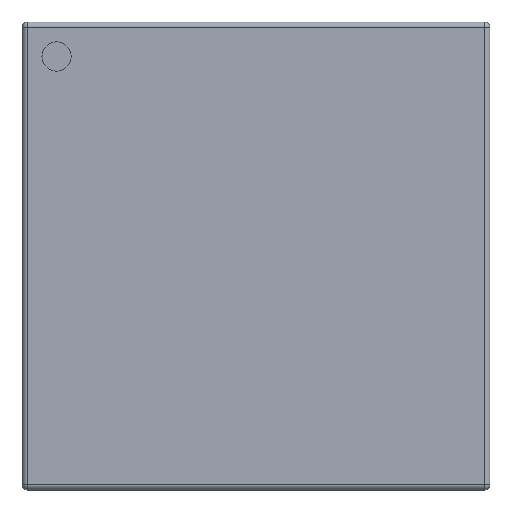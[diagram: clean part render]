
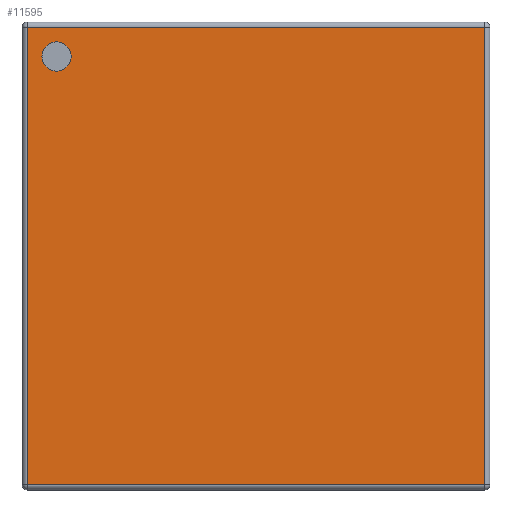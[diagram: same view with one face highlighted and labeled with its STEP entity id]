
A CAD part, top view. The second image highlights one B-rep face of the part: STEP entity #11595.
In plain terms, the highlighted planar face has unit normal (0, 0, 1).
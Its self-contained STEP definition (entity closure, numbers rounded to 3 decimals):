
#78 = FACE_BOUND ( 'NONE', #5358, .T. ) ;
#271 = EDGE_CURVE ( 'NONE', #3621, #8508, #15287, .T. ) ;
#702 = AXIS2_PLACEMENT_3D ( 'NONE', #12731, #4698, #12648 ) ;
#748 = ORIENTED_EDGE ( 'NONE', *, *, #16608, .T. ) ;
#1248 = LINE ( 'NONE', #14881, #14223 ) ;
#1728 = CIRCLE ( 'NONE', #17052, 0.25 ) ;
#2028 = EDGE_CURVE ( 'NONE', #4734, #4355, #1728, .T. ) ;
#2290 = CARTESIAN_POINT ( 'NONE',  ( -3.91, 3.91, 0.9 ) ) ;
#2812 = CARTESIAN_POINT ( 'NONE',  ( -3.91, -3.91, 0.9 ) ) ;
#3011 = VERTEX_POINT ( 'NONE', #14241 ) ;
#3621 = VERTEX_POINT ( 'NONE', #13819 ) ;
#3668 = CARTESIAN_POINT ( 'NONE',  ( -3.66, 3.41, 0.9 ) ) ;
#3723 = DIRECTION ( 'NONE',  ( 1., 0., 0. ) ) ;
#4355 = VERTEX_POINT ( 'NONE', #3668 ) ;
#4698 = DIRECTION ( 'NONE',  ( 0., 0., -1. ) ) ;
#4734 = VERTEX_POINT ( 'NONE', #13473 ) ;
#5068 = DIRECTION ( 'NONE',  ( 0., 0., 1. ) ) ;
#5358 = EDGE_LOOP ( 'NONE', ( #7590, #16019 ) ) ;
#5950 = FACE_OUTER_BOUND ( 'NONE', #14970, .T. ) ;
#6013 = VERTEX_POINT ( 'NONE', #2812 ) ;
#6338 = CARTESIAN_POINT ( 'NONE',  ( 0., -3.91, 0.9 ) ) ;
#6501 = LINE ( 'NONE', #15750, #8869 ) ;
#6865 = DIRECTION ( 'NONE',  ( 1., 0., 0. ) ) ;
#7254 = DIRECTION ( 'NONE',  ( -1., 0., 0. ) ) ;
#7590 = ORIENTED_EDGE ( 'NONE', *, *, #2028, .F. ) ;
#8314 = PLANE ( 'NONE',  #702 ) ;
#8508 = VERTEX_POINT ( 'NONE', #2290 ) ;
#8624 = ORIENTED_EDGE ( 'NONE', *, *, #271, .T. ) ;
#8782 = DIRECTION ( 'NONE',  ( 1., 0., 0. ) ) ;
#8869 = VECTOR ( 'NONE', #9187, 1000. ) ;
#9030 = CARTESIAN_POINT ( 'NONE',  ( -3.41, 3.41, 0.9 ) ) ;
#9040 = ORIENTED_EDGE ( 'NONE', *, *, #10415, .T. ) ;
#9187 = DIRECTION ( 'NONE',  ( 0., -1., 0. ) ) ;
#9430 = EDGE_CURVE ( 'NONE', #4355, #4734, #13223, .T. ) ;
#9521 = LINE ( 'NONE', #6338, #9870 ) ;
#9870 = VECTOR ( 'NONE', #3723, 1000. ) ;
#10253 = VECTOR ( 'NONE', #7254, 1000. ) ;
#10415 = EDGE_CURVE ( 'NONE', #6013, #3011, #9521, .T. ) ;
#11509 = EDGE_CURVE ( 'NONE', #8508, #6013, #6501, .T. ) ;
#11595 = ADVANCED_FACE ( 'NONE', ( #78, #5950 ), #8314, .F. ) ;
#12648 = DIRECTION ( 'NONE',  ( -1., 0., 0. ) ) ;
#12731 = CARTESIAN_POINT ( 'NONE',  ( 0., 0., 0.9 ) ) ;
#12776 = DIRECTION ( 'NONE',  ( 0., 0., 1. ) ) ;
#13223 = CIRCLE ( 'NONE', #16331, 0.25 ) ;
#13473 = CARTESIAN_POINT ( 'NONE',  ( -3.16, 3.41, 0.9 ) ) ;
#13819 = CARTESIAN_POINT ( 'NONE',  ( 3.91, 3.91, 0.9 ) ) ;
#14223 = VECTOR ( 'NONE', #14710, 1000. ) ;
#14241 = CARTESIAN_POINT ( 'NONE',  ( 3.91, -3.91, 0.9 ) ) ;
#14561 = ORIENTED_EDGE ( 'NONE', *, *, #11509, .T. ) ;
#14710 = DIRECTION ( 'NONE',  ( 0., 1., 0. ) ) ;
#14881 = CARTESIAN_POINT ( 'NONE',  ( 3.91, 0., 0.9 ) ) ;
#14970 = EDGE_LOOP ( 'NONE', ( #14561, #9040, #748, #8624 ) ) ;
#15287 = LINE ( 'NONE', #15462, #10253 ) ;
#15462 = CARTESIAN_POINT ( 'NONE',  ( 0., 3.91, 0.9 ) ) ;
#15509 = CARTESIAN_POINT ( 'NONE',  ( -3.41, 3.41, 0.9 ) ) ;
#15750 = CARTESIAN_POINT ( 'NONE',  ( -3.91, 0., 0.9 ) ) ;
#16019 = ORIENTED_EDGE ( 'NONE', *, *, #9430, .F. ) ;
#16331 = AXIS2_PLACEMENT_3D ( 'NONE', #9030, #5068, #6865 ) ;
#16608 = EDGE_CURVE ( 'NONE', #3011, #3621, #1248, .T. ) ;
#17052 = AXIS2_PLACEMENT_3D ( 'NONE', #15509, #12776, #8782 ) ;
